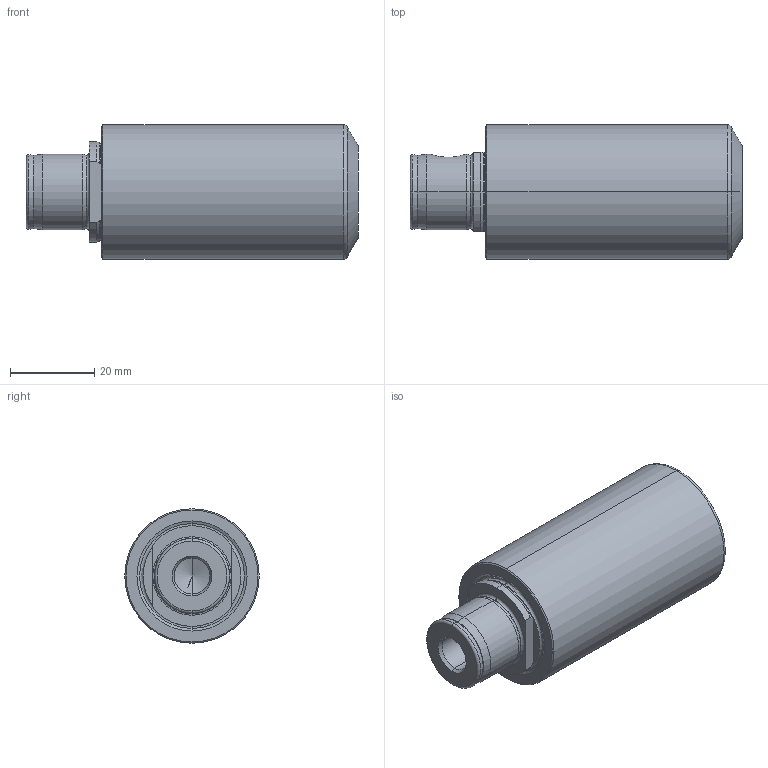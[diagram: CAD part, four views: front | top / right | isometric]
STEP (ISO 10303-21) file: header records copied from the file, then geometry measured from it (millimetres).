
FILE_DESCRIPTION (( 'STEP AP214' ), '1' );
FILE_NAME ('233.320.057.STEP', '2024-08-23T10:16:34', ( '' ), ( '' ), 'SwSTEP 2.0', 'SolidWorks 2022', '' );
FILE_SCHEMA (( 'AUTOMOTIVE_DESIGN' ));
Length unit declared in the file: millimetre
Products named in the file (1): 233.320.057
Bounding box: 79 x 32 x 32 mm (x, y, z)
Volume: 49225.3 mm3; surface area: 10444.8 mm2
Topology: 1 solids, 1 shells, 66 faces, 146 edges, 82 vertices
Faces by surface type: cone 27, torus 18, cylinder 13, plane 8
Entity records: 1959 total; most frequent: CARTESIAN_POINT 460, DIRECTION 342, ORIENTED_EDGE 284, AXIS2_PLACEMENT_3D 149, EDGE_CURVE 142, CIRCLE 82, VERTEX_POINT 82, EDGE_LOOP 72
